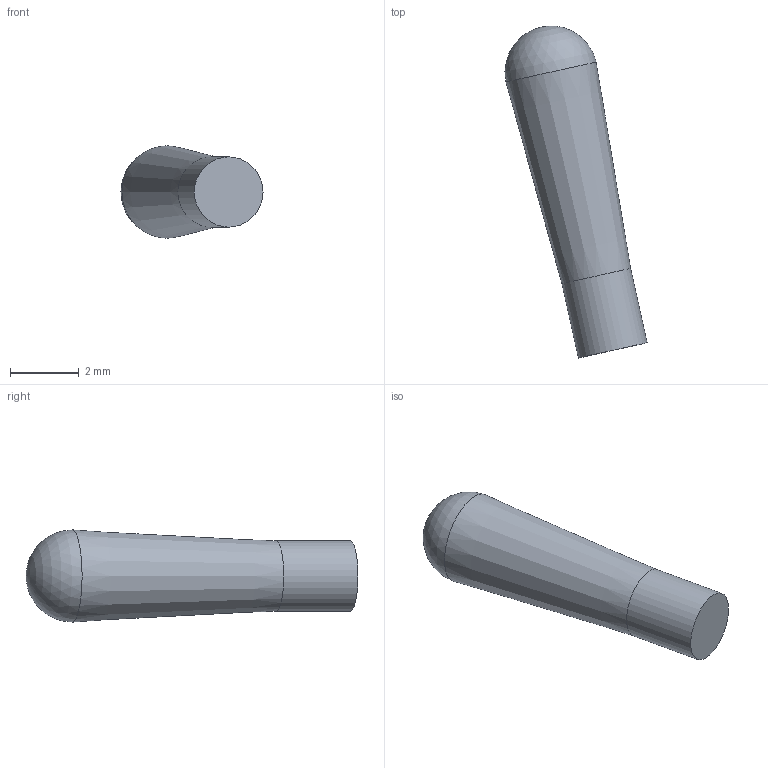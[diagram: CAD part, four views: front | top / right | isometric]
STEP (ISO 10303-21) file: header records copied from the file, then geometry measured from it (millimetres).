
FILE_DESCRIPTION(/* description */ (''),/* implementation_level */ '2;1');
FILE_NAME(/* name */ '_M20S2-toggles.ipt.step',/* time_stamp */ '2015-01-02T18:43:51-08:00',/* author */ ('Philip'),/* organization */ (''),/* preprocessor_version */ 'ST-DEVELOPER v15.6',/* originating_system */ 'Autodesk Inventor 2015',/* authorisation */ '');
FILE_SCHEMA (('AUTOMOTIVE_DESIGN { 1 0 10303 214 3 1 1 }'));
Length unit declared in the file: inch
Products named in the file (1): _M20S2-toggles
Bounding box: 4.15 x 9.69 x 2.69 mm (x, y, z)
Volume: 39.6 mm3; surface area: 74.6 mm2
Topology: 1 solids, 1 shells, 4 faces, 7 edges, 4 vertices
Faces by surface type: sphere 1, plane 1, cylinder 1, cone 1
Full cylindrical faces by diameter (mm): 2.053 x1
Entity records: 107 total; most frequent: DIRECTION 16, CARTESIAN_POINT 11, AXIS2_PLACEMENT_3D 8, EDGE_LOOP 6, ORIENTED_EDGE 6, FACE_OUTER_BOUND 4, ADVANCED_FACE 4, CIRCLE 3
